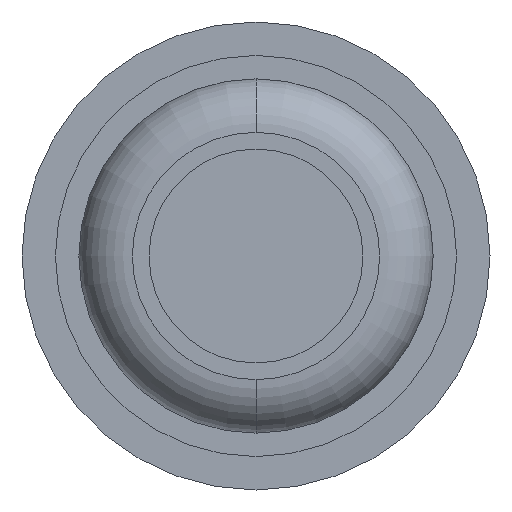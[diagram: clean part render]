
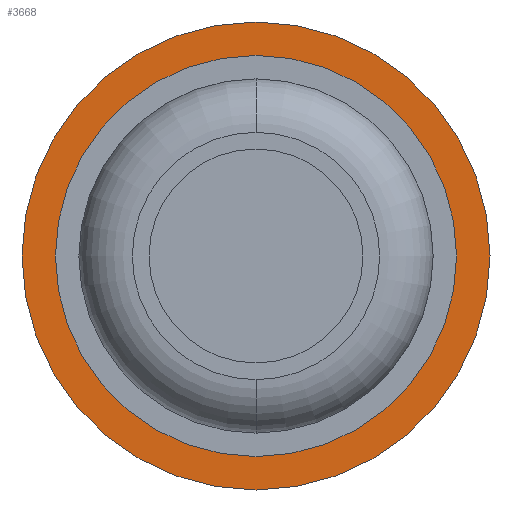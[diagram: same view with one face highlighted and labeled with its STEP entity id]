
A CAD part, front view. The second image highlights one B-rep face of the part: STEP entity #3668.
In plain terms, the highlighted planar face has unit normal (0, -1, 0).
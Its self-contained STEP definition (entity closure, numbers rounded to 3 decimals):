
#49 = DIRECTION ( 'NONE',  ( 0., 1., 0. ) ) ;
#125 = EDGE_LOOP ( 'NONE', ( #185, #942 ) ) ;
#185 = ORIENTED_EDGE ( 'NONE', *, *, #923, .T. ) ;
#193 = EDGE_LOOP ( 'NONE', ( #333, #3208 ) ) ;
#333 = ORIENTED_EDGE ( 'NONE', *, *, #2468, .F. ) ;
#348 = FACE_BOUND ( 'NONE', #125, .T. ) ;
#424 = CARTESIAN_POINT ( 'NONE',  ( 0., -0.8, -1.5 ) ) ;
#437 = CARTESIAN_POINT ( 'NONE',  ( 0., -0.8, -1.75 ) ) ;
#522 = AXIS2_PLACEMENT_3D ( 'NONE', #2543, #820, #3158 ) ;
#616 = DIRECTION ( 'NONE',  ( 0., 0., 1. ) ) ;
#820 = DIRECTION ( 'NONE',  ( 0., 1., 0. ) ) ;
#874 = CARTESIAN_POINT ( 'NONE',  ( 0., -0.8, 1.75 ) ) ;
#923 = EDGE_CURVE ( 'Defeature ausgef�hrt2_6+Defeature ausgef�hrt2_5+Defeature ausgef�hrt2_5+Defeature ausgef�hrt2_5', #1621, #3306, #2271, .T. ) ;
#933 = AXIS2_PLACEMENT_3D ( 'NONE', #1463, #49, #616 ) ;
#942 = ORIENTED_EDGE ( 'NONE', *, *, #3011, .T. ) ;
#1172 = CARTESIAN_POINT ( 'NONE',  ( 0., -0.8, 1.5 ) ) ;
#1281 = DIRECTION ( 'NONE',  ( 0., 0., -1. ) ) ;
#1419 = DIRECTION ( 'NONE',  ( 0., 1., 0. ) ) ;
#1463 = CARTESIAN_POINT ( 'NONE',  ( 0., -0.8, 0. ) ) ;
#1572 = PLANE ( 'NONE',  #1809 ) ;
#1606 = VERTEX_POINT ( 'NONE', #874 ) ;
#1621 = VERTEX_POINT ( 'NONE', #1172 ) ;
#1675 = DIRECTION ( 'NONE',  ( 0., 0., 1. ) ) ;
#1704 = DIRECTION ( 'NONE',  ( 0., 1., 0. ) ) ;
#1809 = AXIS2_PLACEMENT_3D ( 'NONE', #3287, #2127, #1281 ) ;
#1993 = EDGE_CURVE ( 'Defeature ausgef�hrt2_7+Defeature ausgef�hrt2_6+Defeature ausgef�hrt2_6+Defeature ausgef�hrt2_6', #3323, #1606, #2461, .T. ) ;
#2127 = DIRECTION ( 'NONE',  ( 0., -1., 0. ) ) ;
#2228 = AXIS2_PLACEMENT_3D ( 'NONE', #3119, #1419, #1675 ) ;
#2271 = CIRCLE ( 'NONE', #2228, 1.5 ) ;
#2306 = CIRCLE ( 'NONE', #2993, 1.75 ) ;
#2386 = FACE_OUTER_BOUND ( 'NONE', #193, .T. ) ;
#2461 = CIRCLE ( 'NONE', #522, 1.75 ) ;
#2468 = EDGE_CURVE ( 'Defeature ausgef�hrt2_7+Defeature ausgef�hrt2_6+Defeature ausgef�hrt2_6+Defeature ausgef�hrt2_6', #1606, #3323, #2306, .T. ) ;
#2543 = CARTESIAN_POINT ( 'NONE',  ( 0., -0.8, 0. ) ) ;
#2993 = AXIS2_PLACEMENT_3D ( 'NONE', #3410, #1704, #3686 ) ;
#3011 = EDGE_CURVE ( 'Defeature ausgef�hrt2_6+Defeature ausgef�hrt2_5+Defeature ausgef�hrt2_5+Defeature ausgef�hrt2_5', #3306, #1621, #3370, .T. ) ;
#3119 = CARTESIAN_POINT ( 'NONE',  ( 0., -0.8, 0. ) ) ;
#3158 = DIRECTION ( 'NONE',  ( 0., 0., 1. ) ) ;
#3208 = ORIENTED_EDGE ( 'NONE', *, *, #1993, .F. ) ;
#3287 = CARTESIAN_POINT ( 'NONE',  ( -1.75, -0.8, 0. ) ) ;
#3306 = VERTEX_POINT ( 'NONE', #424 ) ;
#3323 = VERTEX_POINT ( 'NONE', #437 ) ;
#3370 = CIRCLE ( 'NONE', #933, 1.5 ) ;
#3410 = CARTESIAN_POINT ( 'NONE',  ( 0., -0.8, 0. ) ) ;
#3668 = ADVANCED_FACE ( 'Defeature ausgef�hrt2_6', ( #348, #2386 ), #1572, .T. ) ;
#3686 = DIRECTION ( 'NONE',  ( 0., 0., 1. ) ) ;
